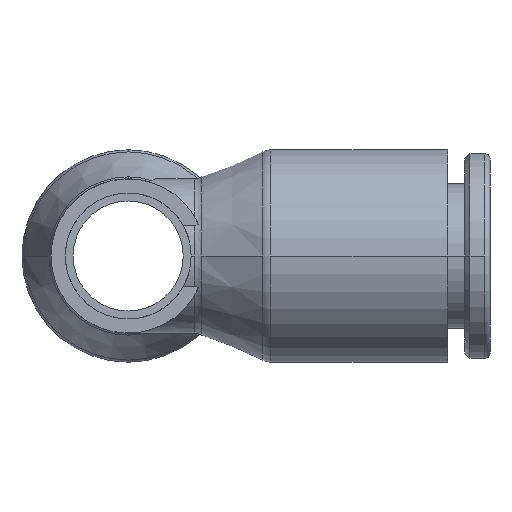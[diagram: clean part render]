
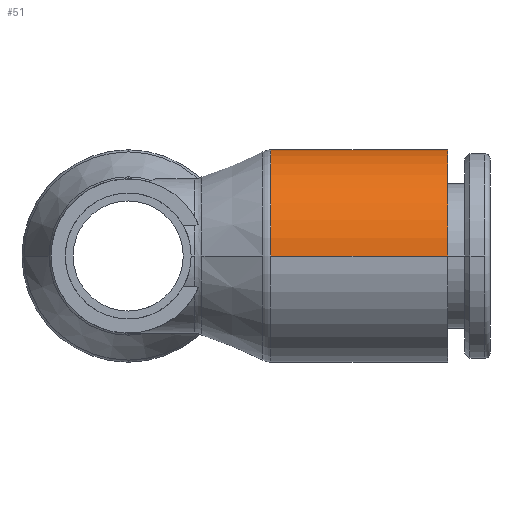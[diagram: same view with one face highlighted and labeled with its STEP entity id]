
A CAD part, front view. The second image highlights one B-rep face of the part: STEP entity #51.
In plain terms, the highlighted cylindrical face has radius 6.75 mm (diameter 13.5 mm), a partial arc.
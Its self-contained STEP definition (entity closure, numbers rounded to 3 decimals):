
#51=ADVANCED_FACE('',(#139),#140,.T.);
#139=FACE_OUTER_BOUND('',#313,.T.);
#140=CYLINDRICAL_SURFACE('',#314,6.75);
#313=EDGE_LOOP('',(#518,#519,#520,#521,#522));
#314=AXIS2_PLACEMENT_3D('',#523,#524,#525);
#518=ORIENTED_EDGE('',*,*,#1176,.F.);
#519=ORIENTED_EDGE('',*,*,#1177,.T.);
#520=ORIENTED_EDGE('',*,*,#1178,.T.);
#521=ORIENTED_EDGE('',*,*,#1179,.F.);
#522=ORIENTED_EDGE('',*,*,#1180,.F.);
#523=CARTESIAN_POINT('',(14.675,26.0,0.0));
#524=DIRECTION('',(1.0,0.0,0.0));
#525=DIRECTION('',(0.0,1.0,0.0));
#1176=EDGE_CURVE('',#1411,#1412,#1413,.T.);
#1177=EDGE_CURVE('',#1411,#1414,#1415,.T.);
#1178=EDGE_CURVE('',#1414,#1416,#1417,.T.);
#1179=EDGE_CURVE('',#1418,#1416,#1419,.T.);
#1180=EDGE_CURVE('',#1412,#1418,#1420,.T.);
#1411=VERTEX_POINT('',#1817);
#1412=VERTEX_POINT('',#1818);
#1413=LINE('',#1819,#1820);
#1414=VERTEX_POINT('',#1821);
#1415=CIRCLE('',#1822,6.75);
#1416=VERTEX_POINT('',#1823);
#1417=CIRCLE('',#1824,6.75);
#1418=VERTEX_POINT('',#1825);
#1419=LINE('',#1826,#1827);
#1420=CIRCLE('',#1828,6.75);
#1817=CARTESIAN_POINT('',(9.05,32.75,0.0));
#1818=CARTESIAN_POINT('',(20.3,32.75,0.0));
#1819=CARTESIAN_POINT('',(14.675,32.75,0.));
#1820=VECTOR('',#2534,1.0);
#1821=CARTESIAN_POINT('',(9.05,26.0,6.75));
#1822=AXIS2_PLACEMENT_3D('',#2535,#2536,#2537);
#1823=CARTESIAN_POINT('',(9.05,19.25,0.));
#1824=AXIS2_PLACEMENT_3D('',#2538,#2539,#2540);
#1825=CARTESIAN_POINT('',(20.3,19.25,0.));
#1826=CARTESIAN_POINT('',(14.675,19.25,0.));
#1827=VECTOR('',#2541,1.0);
#1828=AXIS2_PLACEMENT_3D('',#2542,#2543,#2544);
#2534=DIRECTION('',(1.0,0.0,0.0));
#2535=CARTESIAN_POINT('',(9.05,26.0,0.0));
#2536=DIRECTION('',(1.0,0.0,0.0));
#2537=DIRECTION('',(0.0,1.0,0.0));
#2538=CARTESIAN_POINT('',(9.05,26.0,0.0));
#2539=DIRECTION('',(1.0,0.0,0.0));
#2540=DIRECTION('',(0.0,1.0,0.0));
#2541=DIRECTION('',(-1.0,-0.0,-0.0));
#2542=CARTESIAN_POINT('',(20.3,26.0,0.0));
#2543=DIRECTION('',(1.0,0.0,0.0));
#2544=DIRECTION('',(0.0,1.0,0.0));
